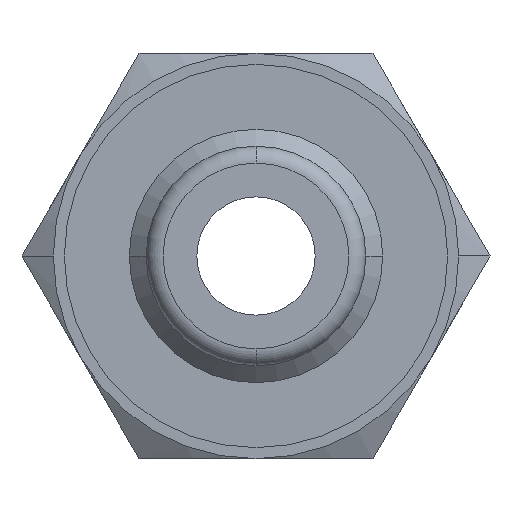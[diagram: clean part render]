
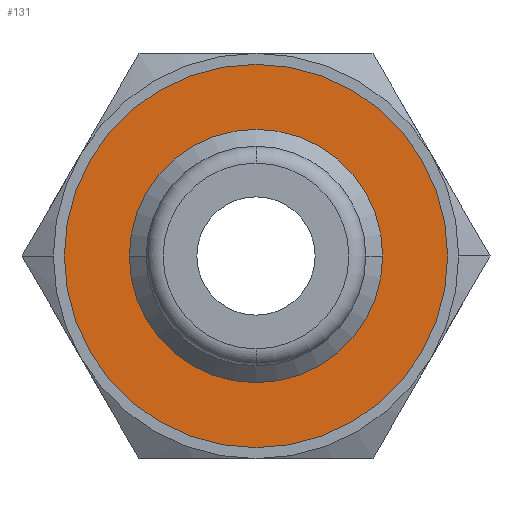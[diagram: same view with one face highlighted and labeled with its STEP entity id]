
A CAD part, front view. The second image highlights one B-rep face of the part: STEP entity #131.
In plain terms, the highlighted planar face has unit normal (0, -1, 0).
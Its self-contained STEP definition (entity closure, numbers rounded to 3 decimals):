
#131=ADVANCED_FACE('',(#280,#281),#282,.T.);
#280=FACE_OUTER_BOUND('',#445,.T.);
#281=FACE_BOUND('',#446,.T.);
#282=PLANE('',#447);
#445=EDGE_LOOP('',(#752,#753));
#446=EDGE_LOOP('',(#754,#755));
#447=AXIS2_PLACEMENT_3D('',#756,#757,#758);
#752=ORIENTED_EDGE('',*,*,#1056,.T.);
#753=ORIENTED_EDGE('',*,*,#989,.T.);
#754=ORIENTED_EDGE('',*,*,#1033,.F.);
#755=ORIENTED_EDGE('',*,*,#1057,.F.);
#756=CARTESIAN_POINT('',(0.0,21.5,0.0));
#757=DIRECTION('',(0.0,-1.0,0.0));
#758=DIRECTION('',(-1.0,0.0,0.0));
#989=EDGE_CURVE('',#1185,#1182,#1186,.T.);
#1033=EDGE_CURVE('',#1246,#1244,#1248,.T.);
#1056=EDGE_CURVE('',#1182,#1185,#1278,.T.);
#1057=EDGE_CURVE('',#1244,#1246,#1279,.T.);
#1182=VERTEX_POINT('',#1495);
#1185=VERTEX_POINT('',#1499);
#1186=CIRCLE('',#1500,11.35);
#1244=VERTEX_POINT('',#1634);
#1246=VERTEX_POINT('',#1637);
#1248=CIRCLE('',#1640,7.5);
#1278=CIRCLE('',#1738,11.35);
#1279=CIRCLE('',#1739,7.5);
#1495=CARTESIAN_POINT('',(11.35,21.5,0.0));
#1499=CARTESIAN_POINT('',(-11.35,21.5,0.));
#1500=AXIS2_PLACEMENT_3D('',#1909,#1910,#1911);
#1634=CARTESIAN_POINT('',(7.5,21.5,0.));
#1637=CARTESIAN_POINT('',(-7.5,21.5,0.));
#1640=AXIS2_PLACEMENT_3D('',#1966,#1967,#1968);
#1738=AXIS2_PLACEMENT_3D('',#1992,#1993,#1994);
#1739=AXIS2_PLACEMENT_3D('',#1995,#1996,#1997);
#1909=CARTESIAN_POINT('',(0.0,21.5,0.0));
#1910=DIRECTION('',(0.0,-1.0,0.0));
#1911=DIRECTION('',(1.0,0.0,0.0));
#1966=CARTESIAN_POINT('',(0.0,21.5,0.0));
#1967=DIRECTION('',(0.0,-1.0,0.0));
#1968=DIRECTION('',(1.0,0.0,0.0));
#1992=CARTESIAN_POINT('',(0.0,21.5,0.0));
#1993=DIRECTION('',(0.0,-1.0,0.0));
#1994=DIRECTION('',(1.0,0.0,0.0));
#1995=CARTESIAN_POINT('',(0.0,21.5,0.0));
#1996=DIRECTION('',(0.0,-1.0,0.0));
#1997=DIRECTION('',(1.0,0.0,0.0));
